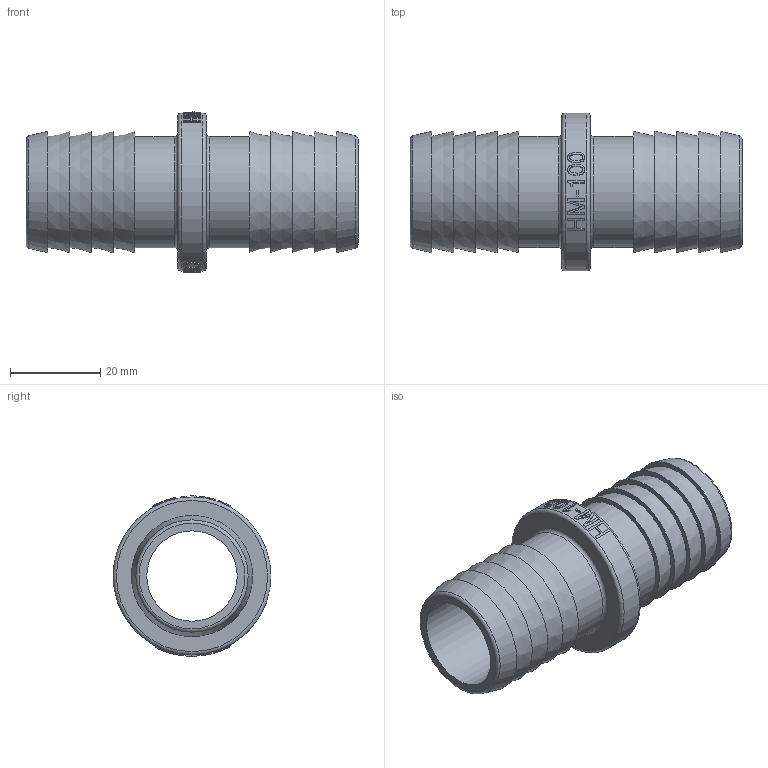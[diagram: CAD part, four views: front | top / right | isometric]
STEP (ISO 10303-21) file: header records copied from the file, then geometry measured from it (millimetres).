
FILE_DESCRIPTION(/* description */ ('1" HOSE MENDER'),/* implementation_level */ '2;1');
FILE_NAME(/* name */ 'HM100.stp',/* time_stamp */ '2013-11-15T10:52:04-05:00',/* author */ ('DCerny'),/* organization */ (''),/* preprocessor_version */ 'ST-DEVELOPER v15.2',/* originating_system */ 'Autodesk Inventor 2014',/* authorisation */ '');
FILE_SCHEMA (('AUTOMOTIVE_DESIGN { 1 0 10303 214 3 1 1 }'));
Length unit declared in the file: inch
Products named in the file (1): HM100
Bounding box: 73.66 x 35.05 x 35.54 mm (x, y, z)
Volume: 17118.3 mm3; surface area: 12956.6 mm2
Topology: 1 solids, 1 shells, 172 faces, 417 edges, 276 vertices
Faces by surface type: plane 73, bspline 62, cylinder 21, cone 10, torus 6
Full cylindrical faces by diameter (mm): 20.066 x1, 24.638 x2, 35.052 x1
Entity records: 13350 total; most frequent: CARTESIAN_POINT 9822, ORIENTED_EDGE 794, DIRECTION 515, EDGE_CURVE 397, VERTEX_POINT 276, EDGE_LOOP 223, AXIS2_PLACEMENT_3D 183, B_SPLINE_CURVE_WITH_KNOTS 176
